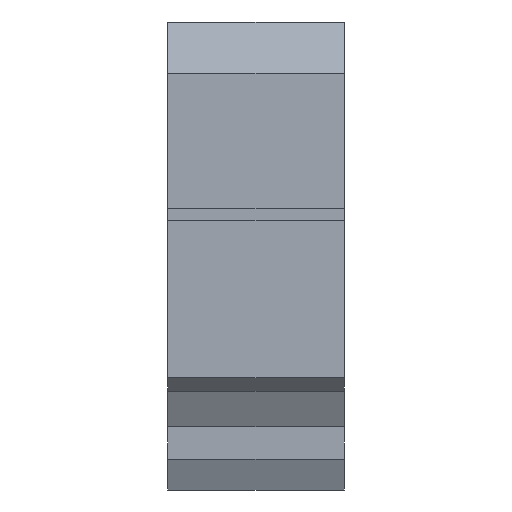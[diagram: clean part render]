
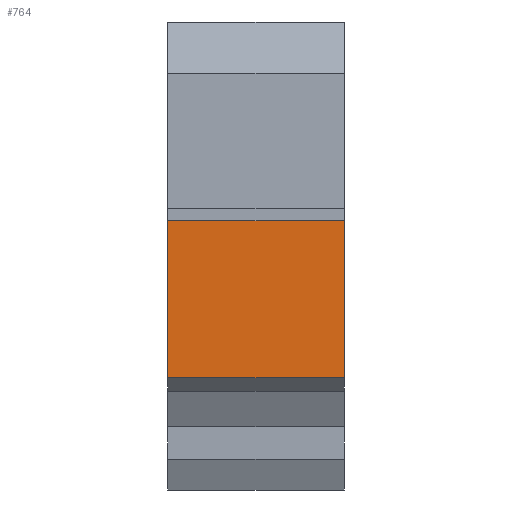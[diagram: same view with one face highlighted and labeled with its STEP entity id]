
A CAD part, left-side view. The second image highlights one B-rep face of the part: STEP entity #764.
In plain terms, the highlighted planar face has unit normal (-1, 0, 0).
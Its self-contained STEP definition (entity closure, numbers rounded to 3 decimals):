
#7 = CARTESIAN_POINT ( 'NONE',  ( 5.366, 23., -43.198 ) ) ;
#17 = ORIENTED_EDGE ( 'NONE', *, *, #741, .T. ) ;
#36 = CARTESIAN_POINT ( 'NONE',  ( 5.366, 23., -22.669 ) ) ;
#38 = EDGE_CURVE ( 'NONE', #1023, #403, #1050, .T. ) ;
#78 = ORIENTED_EDGE ( 'NONE', *, *, #177, .F. ) ;
#92 = DIRECTION ( 'NONE',  ( 0., 0., 1. ) ) ;
#99 = ORIENTED_EDGE ( 'NONE', *, *, #459, .T. ) ;
#112 = CARTESIAN_POINT ( 'NONE',  ( 5.366, 0., -22.669 ) ) ;
#159 = LINE ( 'NONE', #494, #548 ) ;
#177 = EDGE_CURVE ( 'NONE', #556, #1023, #239, .T. ) ;
#187 = DIRECTION ( 'NONE',  ( 0., -1., 0. ) ) ;
#229 = CARTESIAN_POINT ( 'NONE',  ( 5.366, 23., -43.198 ) ) ;
#239 = LINE ( 'NONE', #905, #322 ) ;
#244 = DIRECTION ( 'NONE',  ( 0., -1., 0. ) ) ;
#254 = AXIS2_PLACEMENT_3D ( 'NONE', #454, #891, #441 ) ;
#307 = DIRECTION ( 'NONE',  ( 0., 0., 1. ) ) ;
#322 = VECTOR ( 'NONE', #92, 1000. ) ;
#403 = VERTEX_POINT ( 'NONE', #112 ) ;
#441 = DIRECTION ( 'NONE',  ( 0., 0., -1. ) ) ;
#454 = CARTESIAN_POINT ( 'NONE',  ( 5.366, 23., -43.198 ) ) ;
#459 = EDGE_CURVE ( 'NONE', #768, #403, #159, .T. ) ;
#494 = CARTESIAN_POINT ( 'NONE',  ( 5.366, 0., -43.198 ) ) ;
#548 = VECTOR ( 'NONE', #307, 1000. ) ;
#556 = VERTEX_POINT ( 'NONE', #229 ) ;
#569 = VECTOR ( 'NONE', #244, 1000. ) ;
#637 = VECTOR ( 'NONE', #187, 1000. ) ;
#653 = LINE ( 'NONE', #7, #637 ) ;
#698 = CARTESIAN_POINT ( 'NONE',  ( 5.366, 23., -22.669 ) ) ;
#741 = EDGE_CURVE ( 'NONE', #556, #768, #653, .T. ) ;
#742 = ORIENTED_EDGE ( 'NONE', *, *, #38, .F. ) ;
#764 = ADVANCED_FACE ( 'NONE', ( #863 ), #1065, .F. ) ;
#768 = VERTEX_POINT ( 'NONE', #816 ) ;
#816 = CARTESIAN_POINT ( 'NONE',  ( 5.366, 0., -43.198 ) ) ;
#863 = FACE_OUTER_BOUND ( 'NONE', #872, .T. ) ;
#872 = EDGE_LOOP ( 'NONE', ( #99, #742, #78, #17 ) ) ;
#891 = DIRECTION ( 'NONE',  ( 1., 0., 0. ) ) ;
#905 = CARTESIAN_POINT ( 'NONE',  ( 5.366, 23., -43.198 ) ) ;
#1023 = VERTEX_POINT ( 'NONE', #36 ) ;
#1050 = LINE ( 'NONE', #698, #569 ) ;
#1065 = PLANE ( 'NONE',  #254 ) ;
